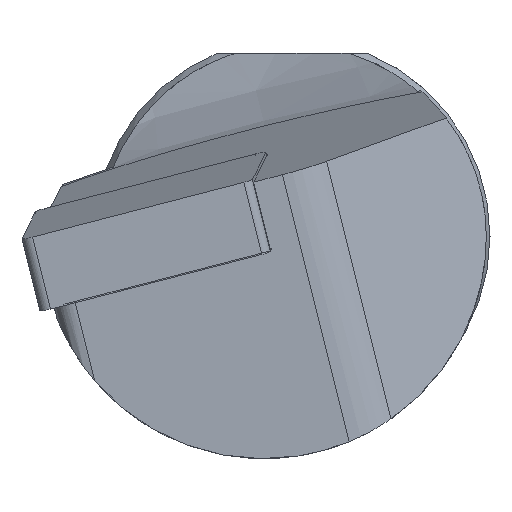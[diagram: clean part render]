
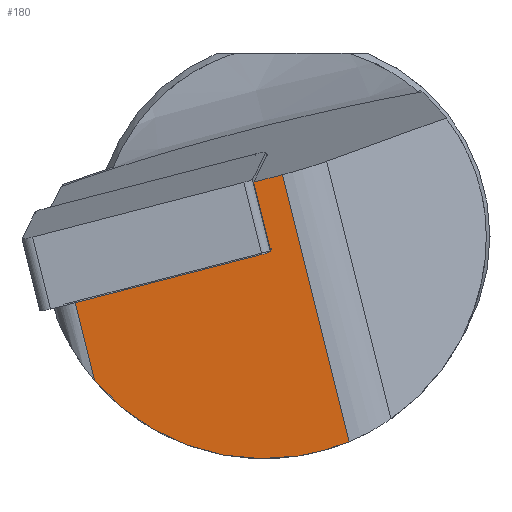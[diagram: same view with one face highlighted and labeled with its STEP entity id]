
A CAD part, left-side view. The second image highlights one B-rep face of the part: STEP entity #180.
In plain terms, the highlighted planar face has unit normal (-0.991, -0.108, -0.081).
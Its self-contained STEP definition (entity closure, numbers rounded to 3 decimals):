
#153=ELLIPSE('',#684,9.082,9.);
#180=ADVANCED_FACE('',(#230),#213,.F.);
#213=PLANE('',#685);
#230=FACE_OUTER_BOUND('',#262,.T.);
#262=EDGE_LOOP('',(#315,#316,#317,#318,#319,#320));
#315=ORIENTED_EDGE('',*,*,#531,.F.);
#316=ORIENTED_EDGE('',*,*,#532,.F.);
#317=ORIENTED_EDGE('',*,*,#533,.T.);
#318=ORIENTED_EDGE('',*,*,#534,.T.);
#319=ORIENTED_EDGE('',*,*,#520,.F.);
#320=ORIENTED_EDGE('',*,*,#513,.F.);
#458=VERTEX_POINT('',#892);
#459=VERTEX_POINT('',#893);
#464=VERTEX_POINT('',#907);
#473=VERTEX_POINT('',#942);
#474=VERTEX_POINT('',#944);
#475=VERTEX_POINT('',#946);
#513=EDGE_CURVE('',#458,#459,#596,.T.);
#520=EDGE_CURVE('',#459,#464,#603,.T.);
#531=EDGE_CURVE('',#473,#458,#608,.T.);
#532=EDGE_CURVE('',#474,#473,#609,.T.);
#533=EDGE_CURVE('',#474,#475,#153,.T.);
#534=EDGE_CURVE('',#475,#464,#610,.T.);
#596=LINE('',#891,#636);
#603=LINE('',#906,#643);
#608=LINE('',#941,#648);
#609=LINE('',#943,#649);
#610=LINE('',#947,#650);
#636=VECTOR('',#736,1.);
#643=VECTOR('',#747,1.);
#648=VECTOR('',#762,1.);
#649=VECTOR('',#763,1.);
#650=VECTOR('',#766,1.);
#684=AXIS2_PLACEMENT_3D('',#945,#764,#765);
#685=AXIS2_PLACEMENT_3D('',#948,#767,#768);
#736=DIRECTION('',(-0.105,0.241,0.965));
#747=DIRECTION('',(0.084,-0.965,0.25));
#762=DIRECTION('',(0.084,-0.965,0.25));
#763=DIRECTION('',(-0.105,0.241,0.965));
#764=DIRECTION('',(-0.991,-0.108,-0.081));
#765=DIRECTION('',(0.134,-0.793,-0.594));
#766=DIRECTION('',(-0.105,0.241,0.965));
#767=DIRECTION('',(0.991,0.108,0.081));
#768=DIRECTION('',(0.108,-0.994,0.));
#891=CARTESIAN_POINT('',(3.933,-4.376,-21.648));
#892=CARTESIAN_POINT('',(1.652,0.874,-0.592));
#893=CARTESIAN_POINT('',(1.351,1.567,2.187));
#906=CARTESIAN_POINT('',(0.658,9.487,0.138));
#907=CARTESIAN_POINT('',(1.453,0.396,2.49));
#941=CARTESIAN_POINT('',(0.959,8.794,-2.642));
#942=CARTESIAN_POINT('',(0.959,8.794,-2.642));
#943=CARTESIAN_POINT('',(3.239,3.544,-23.697));
#944=CARTESIAN_POINT('',(1.305,7.996,-5.842));
#945=CARTESIAN_POINT('',(1.574,1.15,0.));
#946=CARTESIAN_POINT('',(2.623,-2.298,-8.313));
#947=CARTESIAN_POINT('',(4.035,-5.547,-21.345));
#948=CARTESIAN_POINT('',(3.239,3.544,-23.697));
